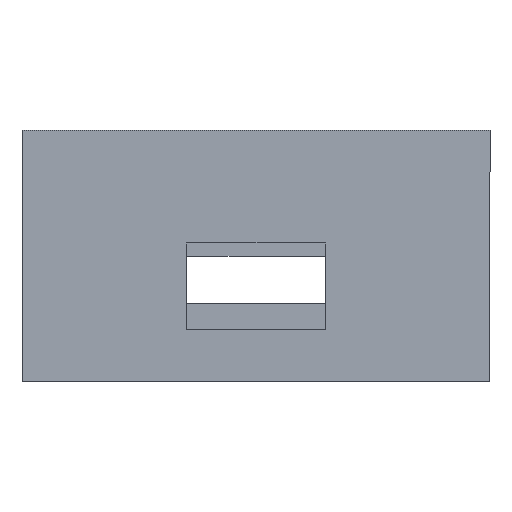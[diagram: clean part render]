
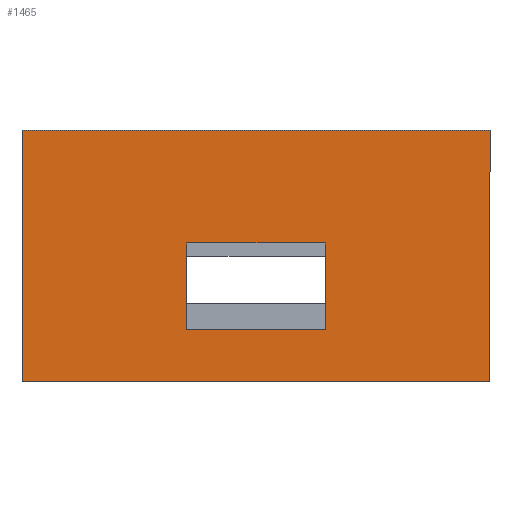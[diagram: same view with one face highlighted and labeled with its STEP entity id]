
A CAD part, front view. The second image highlights one B-rep face of the part: STEP entity #1465.
In plain terms, the highlighted planar face has unit normal (0, -1, 0).
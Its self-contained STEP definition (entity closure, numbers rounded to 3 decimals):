
#32 = CARTESIAN_POINT ( 'NONE',  ( 16.5, 0., 8. ) ) ;
#87 = EDGE_CURVE ( 'NONE', #1504, #865, #786, .T. ) ;
#110 = LINE ( 'NONE', #1518, #1795 ) ;
#121 = LINE ( 'NONE', #806, #2230 ) ;
#137 = DIRECTION ( 'NONE',  ( 1., 0., 0. ) ) ;
#139 = EDGE_CURVE ( 'NONE', #1437, #317, #121, .T. ) ;
#166 = DIRECTION ( 'NONE',  ( 0., 0., -1. ) ) ;
#186 = EDGE_CURVE ( 'NONE', #1396, #285, #1898, .T. ) ;
#212 = VECTOR ( 'NONE', #926, 1000. ) ;
#223 = DIRECTION ( 'NONE',  ( 0., 1., 0. ) ) ;
#234 = DIRECTION ( 'NONE',  ( 0., 0., 1. ) ) ;
#256 = FACE_BOUND ( 'NONE', #1825, .T. ) ;
#259 = ORIENTED_EDGE ( 'NONE', *, *, #1560, .T. ) ;
#285 = VERTEX_POINT ( 'NONE', #778 ) ;
#317 = VERTEX_POINT ( 'NONE', #1472 ) ;
#330 = CARTESIAN_POINT ( 'NONE',  ( 16.5, 0., 7. ) ) ;
#420 = EDGE_CURVE ( 'NONE', #1644, #672, #1169, .T. ) ;
#452 = CARTESIAN_POINT ( 'NONE',  ( 0., 0., 3. ) ) ;
#551 = CARTESIAN_POINT ( 'NONE',  ( 26., 0., 14.5 ) ) ;
#574 = DIRECTION ( 'NONE',  ( -1., 0., 0. ) ) ;
#648 = CARTESIAN_POINT ( 'NONE',  ( -1., 0., 8.5 ) ) ;
#671 = CARTESIAN_POINT ( 'NONE',  ( -1., 0., 14.5 ) ) ;
#672 = VERTEX_POINT ( 'NONE', #932 ) ;
#686 = VECTOR ( 'NONE', #2222, 1000. ) ;
#759 = EDGE_CURVE ( 'NONE', #1396, #1504, #1426, .T. ) ;
#778 = CARTESIAN_POINT ( 'NONE',  ( 16.5, 0., 3. ) ) ;
#786 = LINE ( 'NONE', #1494, #686 ) ;
#806 = CARTESIAN_POINT ( 'NONE',  ( 26., 0., 8.5 ) ) ;
#821 = VECTOR ( 'NONE', #1090, 1000. ) ;
#846 = ORIENTED_EDGE ( 'NONE', *, *, #759, .F. ) ;
#865 = VERTEX_POINT ( 'NONE', #1526 ) ;
#893 = EDGE_LOOP ( 'NONE', ( #259, #1315, #2039, #1532 ) ) ;
#926 = DIRECTION ( 'NONE',  ( 1., 0., 0. ) ) ;
#932 = CARTESIAN_POINT ( 'NONE',  ( -1., 0., 0. ) ) ;
#940 = FACE_OUTER_BOUND ( 'NONE', #893, .T. ) ;
#1090 = DIRECTION ( 'NONE',  ( 0., 0., -1. ) ) ;
#1108 = CARTESIAN_POINT ( 'NONE',  ( 0., 0., 0. ) ) ;
#1169 = LINE ( 'NONE', #648, #1559 ) ;
#1245 = VECTOR ( 'NONE', #574, 1000. ) ;
#1291 = AXIS2_PLACEMENT_3D ( 'NONE', #1603, #223, #234 ) ;
#1315 = ORIENTED_EDGE ( 'NONE', *, *, #139, .F. ) ;
#1368 = VECTOR ( 'NONE', #1457, 1000. ) ;
#1396 = VERTEX_POINT ( 'NONE', #32 ) ;
#1426 = LINE ( 'NONE', #2145, #1245 ) ;
#1437 = VERTEX_POINT ( 'NONE', #551 ) ;
#1457 = DIRECTION ( 'NONE',  ( 1., 0., 0. ) ) ;
#1465 = ADVANCED_FACE ( 'NONE', ( #940, #256 ), #1804, .F. ) ;
#1472 = CARTESIAN_POINT ( 'NONE',  ( 26., 0., 0. ) ) ;
#1494 = CARTESIAN_POINT ( 'NONE',  ( 8.5, 0., 7. ) ) ;
#1504 = VERTEX_POINT ( 'NONE', #1651 ) ;
#1507 = EDGE_CURVE ( 'NONE', #865, #285, #1968, .T. ) ;
#1518 = CARTESIAN_POINT ( 'NONE',  ( -1., 0., 14.5 ) ) ;
#1526 = CARTESIAN_POINT ( 'NONE',  ( 8.5, 0., 3. ) ) ;
#1532 = ORIENTED_EDGE ( 'NONE', *, *, #420, .T. ) ;
#1559 = VECTOR ( 'NONE', #166, 1000. ) ;
#1560 = EDGE_CURVE ( 'NONE', #672, #317, #2193, .T. ) ;
#1582 = ORIENTED_EDGE ( 'NONE', *, *, #1507, .F. ) ;
#1603 = CARTESIAN_POINT ( 'NONE',  ( 0., 0., 3. ) ) ;
#1634 = ORIENTED_EDGE ( 'NONE', *, *, #87, .F. ) ;
#1644 = VERTEX_POINT ( 'NONE', #671 ) ;
#1651 = CARTESIAN_POINT ( 'NONE',  ( 8.5, 0., 8. ) ) ;
#1795 = VECTOR ( 'NONE', #137, 1000. ) ;
#1804 = PLANE ( 'NONE',  #1291 ) ;
#1825 = EDGE_LOOP ( 'NONE', ( #1634, #846, #2104, #1582 ) ) ;
#1835 = DIRECTION ( 'NONE',  ( 0., 0., -1. ) ) ;
#1898 = LINE ( 'NONE', #330, #821 ) ;
#1968 = LINE ( 'NONE', #452, #1368 ) ;
#2021 = EDGE_CURVE ( 'NONE', #1644, #1437, #110, .T. ) ;
#2039 = ORIENTED_EDGE ( 'NONE', *, *, #2021, .F. ) ;
#2104 = ORIENTED_EDGE ( 'NONE', *, *, #186, .T. ) ;
#2145 = CARTESIAN_POINT ( 'NONE',  ( 8.5, 0., 8. ) ) ;
#2193 = LINE ( 'NONE', #1108, #212 ) ;
#2222 = DIRECTION ( 'NONE',  ( 0., 0., -1. ) ) ;
#2230 = VECTOR ( 'NONE', #1835, 1000. ) ;
